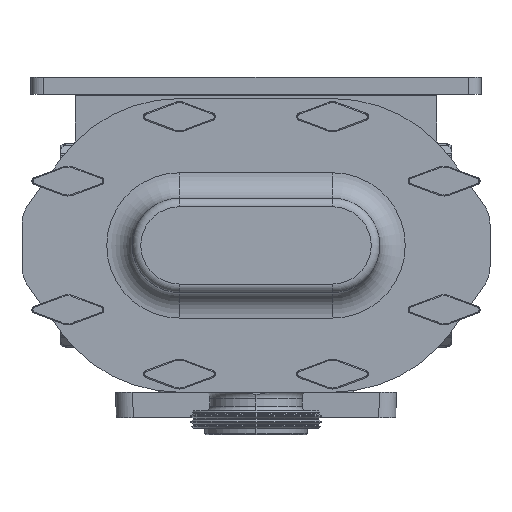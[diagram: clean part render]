
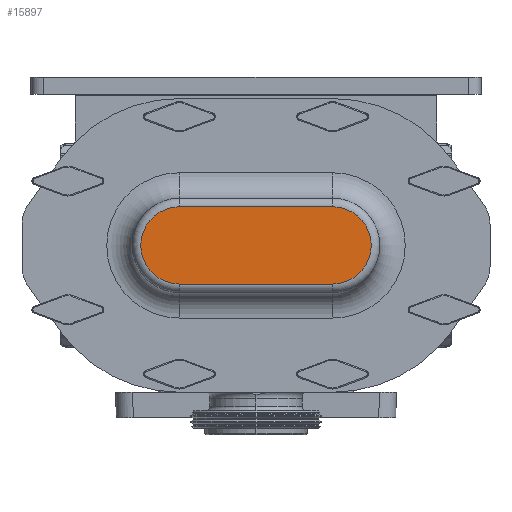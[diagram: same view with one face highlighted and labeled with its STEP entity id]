
A CAD part, left-side view. The second image highlights one B-rep face of the part: STEP entity #15897.
In plain terms, the highlighted planar face has unit normal (-1, 0, 0).
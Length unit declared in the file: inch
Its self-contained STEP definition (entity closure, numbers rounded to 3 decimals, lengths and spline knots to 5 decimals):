
#1423 = DIRECTION ( 'NONE',  ( -1., 0., 0. ) ) ;
#2539 = FACE_OUTER_BOUND ( 'NONE', #20676, .T. ) ;
#2624 = LINE ( 'NONE', #15306, #32644 ) ;
#3518 = CARTESIAN_POINT ( 'NONE',  ( -2.21, 2.25, 1.135 ) ) ;
#3936 = CARTESIAN_POINT ( 'NONE',  ( -2.21, 2.25, 0. ) ) ;
#4725 = DIRECTION ( 'NONE',  ( 0., 0., 1. ) ) ;
#7701 = VERTEX_POINT ( 'NONE', #14249 ) ;
#8710 = EDGE_CURVE ( 'NONE', #16374, #15090, #32826, .T. ) ;
#10330 = CARTESIAN_POINT ( 'NONE',  ( -2.21, 2.25, 1.135 ) ) ;
#11154 = DIRECTION ( 'NONE',  ( -1., 0., 0. ) ) ;
#12151 = AXIS2_PLACEMENT_3D ( 'NONE', #33531, #17742, #30418 ) ;
#13555 = AXIS2_PLACEMENT_3D ( 'NONE', #15085, #11154, #4725 ) ;
#13703 = CARTESIAN_POINT ( 'NONE',  ( -2.21, -2.25, -1.135 ) ) ;
#13889 = DIRECTION ( 'NONE',  ( 0., 0., 1. ) ) ;
#14249 = CARTESIAN_POINT ( 'NONE',  ( -2.21, -2.25, 1.135 ) ) ;
#15085 = CARTESIAN_POINT ( 'NONE',  ( -2.21, -2.25, 0. ) ) ;
#15090 = VERTEX_POINT ( 'NONE', #30907 ) ;
#15306 = CARTESIAN_POINT ( 'NONE',  ( -2.21, -2.25, -1.135 ) ) ;
#15897 = ADVANCED_FACE ( 'NONE', ( #2539 ), #23950, .T. ) ;
#16369 = LINE ( 'NONE', #10330, #18122 ) ;
#16374 = VERTEX_POINT ( 'NONE', #3518 ) ;
#17742 = DIRECTION ( 'NONE',  ( -1., 0., 0. ) ) ;
#18122 = VECTOR ( 'NONE', #38363, 39.37008 ) ;
#18787 = ORIENTED_EDGE ( 'NONE', *, *, #8710, .T. ) ;
#20676 = EDGE_LOOP ( 'NONE', ( #30459, #18787, #38598, #22145 ) ) ;
#20695 = EDGE_CURVE ( 'NONE', #7701, #16374, #16369, .T. ) ;
#20876 = CIRCLE ( 'NONE', #13555, 1.135 ) ;
#22145 = ORIENTED_EDGE ( 'NONE', *, *, #36331, .T. ) ;
#23950 = PLANE ( 'NONE',  #12151 ) ;
#24305 = EDGE_CURVE ( 'NONE', #15090, #26321, #2624, .T. ) ;
#26321 = VERTEX_POINT ( 'NONE', #13703 ) ;
#30418 = DIRECTION ( 'NONE',  ( 0., 0., 1. ) ) ;
#30459 = ORIENTED_EDGE ( 'NONE', *, *, #20695, .T. ) ;
#30907 = CARTESIAN_POINT ( 'NONE',  ( -2.21, 2.25, -1.135 ) ) ;
#32644 = VECTOR ( 'NONE', #40639, 39.37008 ) ;
#32826 = CIRCLE ( 'NONE', #37453, 1.135 ) ;
#33531 = CARTESIAN_POINT ( 'NONE',  ( -2.21, 2.25, 0. ) ) ;
#36331 = EDGE_CURVE ( 'NONE', #26321, #7701, #20876, .T. ) ;
#37453 = AXIS2_PLACEMENT_3D ( 'NONE', #3936, #1423, #13889 ) ;
#38363 = DIRECTION ( 'NONE',  ( 0., 1., 0. ) ) ;
#38598 = ORIENTED_EDGE ( 'NONE', *, *, #24305, .T. ) ;
#40639 = DIRECTION ( 'NONE',  ( 0., -1., 0. ) ) ;
